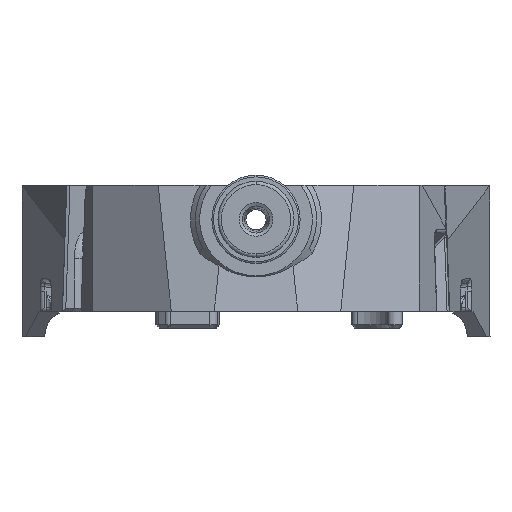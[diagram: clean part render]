
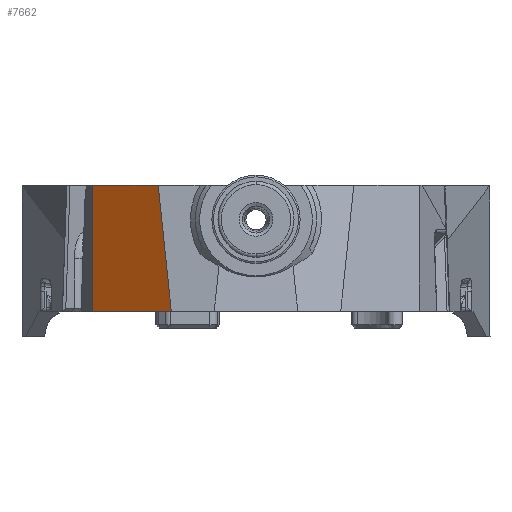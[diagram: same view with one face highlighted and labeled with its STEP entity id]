
A CAD part, top view. The second image highlights one B-rep face of the part: STEP entity #7662.
In plain terms, the highlighted planar face has unit normal (-0.626, 0.087, 0.775).
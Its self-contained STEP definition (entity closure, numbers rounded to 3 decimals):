
#465=PLANE('',#8348);
#942=LINE('',#18927,#1526);
#943=LINE('',#18929,#1527);
#944=LINE('',#18931,#1528);
#945=LINE('',#18932,#1529);
#1526=VECTOR('',#9901,1000.);
#1527=VECTOR('',#9902,1000.);
#1528=VECTOR('',#9903,1000.);
#1529=VECTOR('',#9904,1000.);
#2176=FACE_OUTER_BOUND('',#2649,.T.);
#2649=EDGE_LOOP('',(#6268,#6269,#6270,#6271));
#3687=VERTEX_POINT('',#18925);
#3688=VERTEX_POINT('',#18926);
#3689=VERTEX_POINT('',#18928);
#3690=VERTEX_POINT('',#18930);
#4643=EDGE_CURVE('',#3687,#3688,#942,.T.);
#4644=EDGE_CURVE('',#3688,#3689,#943,.T.);
#4645=EDGE_CURVE('',#3690,#3689,#944,.T.);
#4646=EDGE_CURVE('',#3690,#3687,#945,.T.);
#6268=ORIENTED_EDGE('',*,*,#4643,.T.);
#6269=ORIENTED_EDGE('',*,*,#4644,.T.);
#6270=ORIENTED_EDGE('',*,*,#4645,.F.);
#6271=ORIENTED_EDGE('',*,*,#4646,.T.);
#7662=ADVANCED_FACE('',(#2176),#465,.F.);
#8348=AXIS2_PLACEMENT_3D('',#18924,#9899,#9900);
#9899=DIRECTION('center_axis',(0.626,-0.087,-0.775));
#9900=DIRECTION('ref_axis',(0.,0.994,-0.112));
#9901=DIRECTION('',(0.,-0.994,0.112));
#9902=DIRECTION('',(0.778,0.,0.628));
#9903=DIRECTION('',(0.102,-0.976,0.192));
#9904=DIRECTION('',(-0.778,0.,-0.628));
#18924=CARTESIAN_POINT('Origin',(11.936,-0.117,228.839));
#18925=CARTESIAN_POINT('',(8.064,1.053,225.583));
#18926=CARTESIAN_POINT('',(8.064,-13.847,227.258));
#18927=CARTESIAN_POINT('',(8.064,-1.456,225.865));
#18928=CARTESIAN_POINT('',(17.364,-13.847,234.762));
#18929=CARTESIAN_POINT('',(11.182,-13.847,229.774));
#18930=CARTESIAN_POINT('',(15.812,1.053,231.835));
#18931=CARTESIAN_POINT('',(15.83,0.884,231.868));
#18932=CARTESIAN_POINT('',(12.,1.053,228.759));
